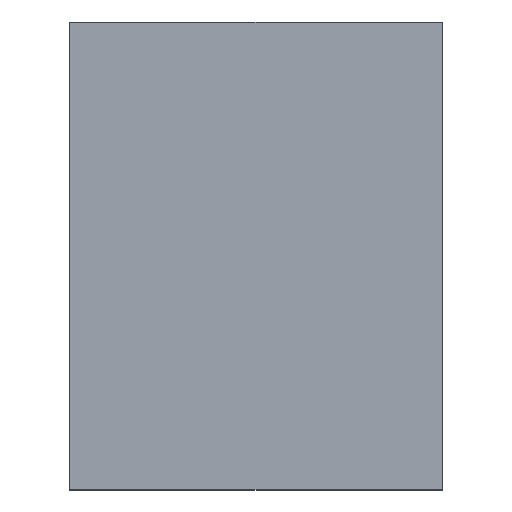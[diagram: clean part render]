
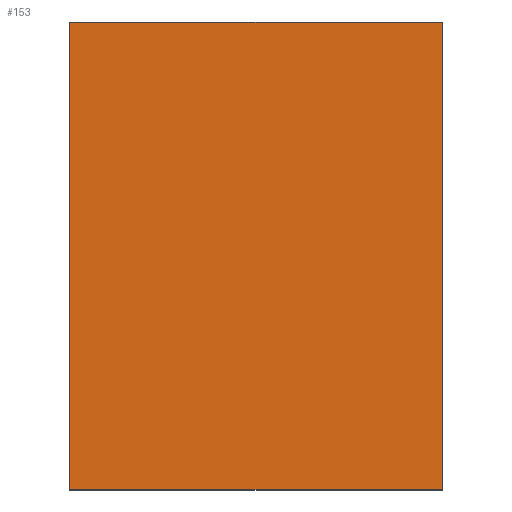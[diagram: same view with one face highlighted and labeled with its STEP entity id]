
A CAD part, top view. The second image highlights one B-rep face of the part: STEP entity #153.
In plain terms, the highlighted planar face has unit normal (0, 0, 1).
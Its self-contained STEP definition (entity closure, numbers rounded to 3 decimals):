
#24 = VERTEX_POINT('',#25);
#25 = CARTESIAN_POINT('',(0.,0.,1.7));
#40 = VERTEX_POINT('',#41);
#41 = CARTESIAN_POINT('',(0.,4.9,1.7));
#47 = EDGE_CURVE('',#24,#40,#48,.T.);
#48 = LINE('',#49,#50);
#49 = CARTESIAN_POINT('',(0.,0.,1.7));
#50 = VECTOR('',#51,1.);
#51 = DIRECTION('',(-0.,1.,0.));
#64 = VERTEX_POINT('',#65);
#65 = CARTESIAN_POINT('',(3.9,0.,1.7));
#80 = VERTEX_POINT('',#81);
#81 = CARTESIAN_POINT('',(3.9,4.9,1.7));
#87 = EDGE_CURVE('',#64,#80,#88,.T.);
#88 = LINE('',#89,#90);
#89 = CARTESIAN_POINT('',(3.9,0.,1.7));
#90 = VECTOR('',#91,1.);
#91 = DIRECTION('',(-0.,1.,0.));
#108 = EDGE_CURVE('',#24,#64,#109,.T.);
#109 = LINE('',#110,#111);
#110 = CARTESIAN_POINT('',(0.,0.,1.7));
#111 = VECTOR('',#112,1.);
#112 = DIRECTION('',(1.,0.,-0.));
#130 = EDGE_CURVE('',#40,#80,#131,.T.);
#131 = LINE('',#132,#133);
#132 = CARTESIAN_POINT('',(0.,4.9,1.7));
#133 = VECTOR('',#134,1.);
#134 = DIRECTION('',(1.,0.,-0.));
#153 = ADVANCED_FACE('',(#154),#160,.T.);
#154 = FACE_BOUND('',#155,.T.);
#155 = EDGE_LOOP('',(#156,#157,#158,#159));
#156 = ORIENTED_EDGE('',*,*,#47,.F.);
#157 = ORIENTED_EDGE('',*,*,#108,.T.);
#158 = ORIENTED_EDGE('',*,*,#87,.T.);
#159 = ORIENTED_EDGE('',*,*,#130,.F.);
#160 = PLANE('',#161);
#161 = AXIS2_PLACEMENT_3D('',#162,#163,#164);
#162 = CARTESIAN_POINT('',(0.,0.,1.7));
#163 = DIRECTION('',(0.,0.,1.));
#164 = DIRECTION('',(1.,0.,-0.));
